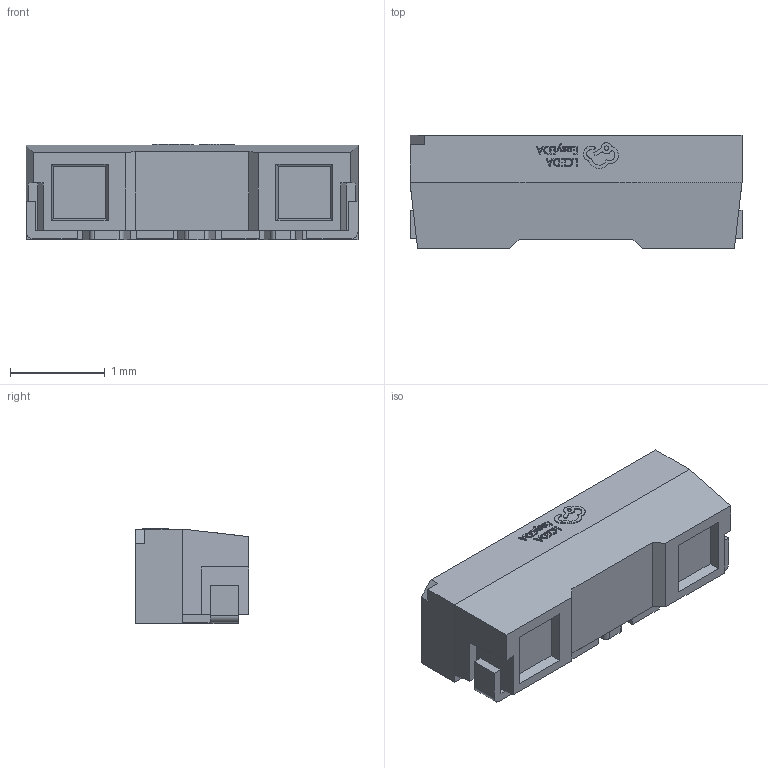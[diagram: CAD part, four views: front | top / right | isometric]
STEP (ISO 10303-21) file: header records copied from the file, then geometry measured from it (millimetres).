
FILE_DESCRIPTION (( 'STEP AP214' ), '1' );
FILE_NAME ('LED-SMD_L3.5-W1.0-H1.2-FM-3510RGBA-SG.step', '2022-07-08T12:49:09', ( '' ), ( '' ), 'SwSTEP 2.0', 'SolidWorks 2020', '' );
FILE_SCHEMA (( 'AUTOMOTIVE_DESIGN' ));
Length unit declared in the file: millimetre
Products named in the file (1): LED-SMD_L3.5-W1.0-H1.2-FM-3510RGBA-SG
Bounding box: 3.5 x 1.2 x 1.01 mm (x, y, z)
Volume: 3.8 mm3; surface area: 18.8 mm2
Topology: 1 solids, 1 shells, 365 faces, 1002 edges, 668 vertices
Faces by surface type: plane 245, bspline 112, cylinder 8
Entity records: 16046 total; most frequent: CARTESIAN_POINT 4140, ORIENTED_EDGE 2004, DIRECTION 1302, EDGE_CURVE 1002, LINE 754, VECTOR 754, VERTEX_POINT 668, EDGE_LOOP 394
